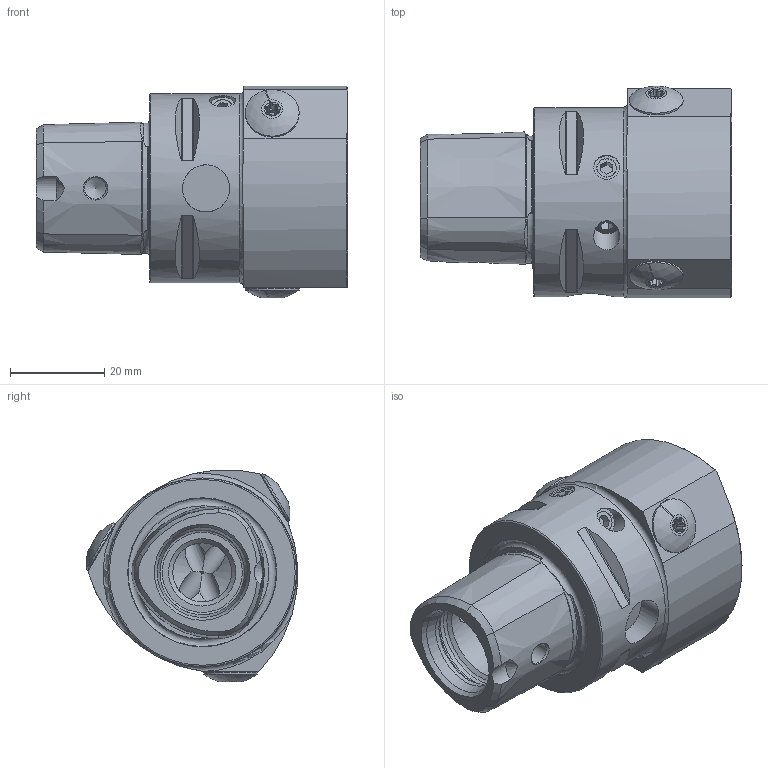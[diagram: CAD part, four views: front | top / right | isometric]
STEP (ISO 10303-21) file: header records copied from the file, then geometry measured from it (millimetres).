
FILE_DESCRIPTION (( 'STEP AP214' ), '1' );
FILE_NAME ('PS4.LW3.R31.042.STEP', '2025-08-15T12:38:02', ( '' ), ( '' ), 'SwSTEP 2.0', 'SolidWorks 2022', '' );
FILE_SCHEMA (( 'AUTOMOTIVE_DESIGN' ));
Length unit declared in the file: millimetre
Products named in the file (6): LW3-ER1.012.014; LW3-ER1.012.014_E_Standard<Wie bearbeitet>; PS4.LW3.R31.042; DIN 3771 - 7x1; PS4-LW3.R31.042_B; ISO 4026 - M5 x 5
Assembly tree (10 placements, depth 3):
  PS4.LW3.R31.042
    PS4-LW3.R31.042_B
    LW3-ER1.012.014  x3
      LW3-ER1.012.014_E_Standard<Wie bearbeitet>
      DIN 3771 - 7x1
    ISO 4026 - M5 x 5  x3
Bounding box: 66 x 44.81 x 44.85 mm (x, y, z)
Volume: 58182.4 mm3; surface area: 18816.6 mm2
Topology: 13 solids, 13 shells, 458 faces, 1142 edges, 709 vertices
Faces by surface type: plane 161, cylinder 156, cone 78, torus 36, bspline 15, sphere 12
Full cylindrical faces by diameter (mm): 1 x3, 2.4 x3, 4.2 x10, 4.6 x2, 5 x3, 5.5 x3, 7 x3, 7.7 x6, 9.213 x3, 9.5 x15, 10 x1, 11.4 x3, 12.5 x1, 18 x2, 20 x1, 40 x1
Entity records: 9864 total; most frequent: CARTESIAN_POINT 3649, DIRECTION 1202, ORIENTED_EDGE 1160, EDGE_CURVE 580, AXIS2_PLACEMENT_3D 520, VERTEX_POINT 398, EDGE_LOOP 380, FACE_OUTER_BOUND 324
